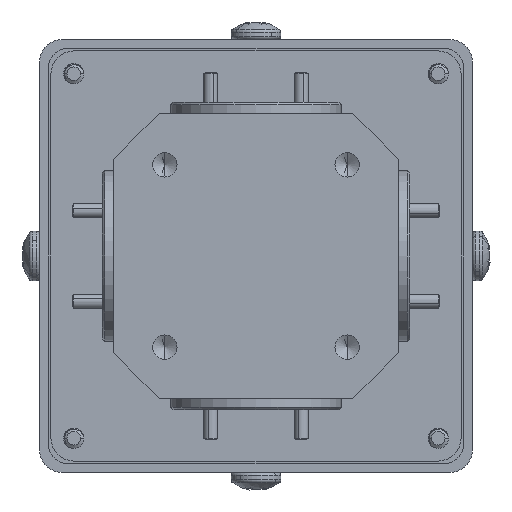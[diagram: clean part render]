
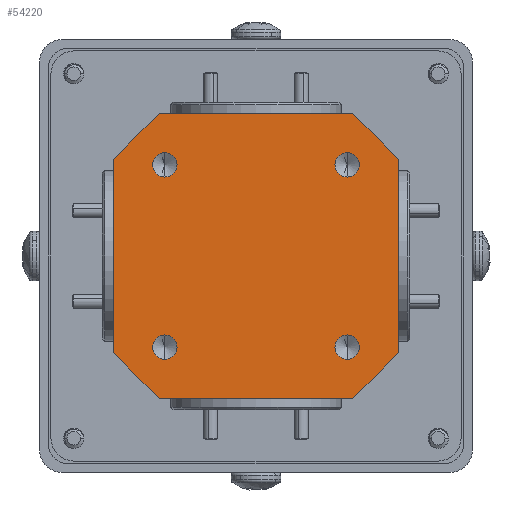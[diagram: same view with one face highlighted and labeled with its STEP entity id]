
A CAD part, front view. The second image highlights one B-rep face of the part: STEP entity #54220.
In plain terms, the highlighted planar face has unit normal (0, -1, 0).
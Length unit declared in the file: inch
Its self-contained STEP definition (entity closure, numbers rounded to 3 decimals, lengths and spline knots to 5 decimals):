
#1175 = DIRECTION ( 'NONE',  ( 0., 0., -1. ) ) ;
#1288 = CARTESIAN_POINT ( 'NONE',  ( -0.4, 0., -0.4 ) ) ;
#1683 = PLANE ( 'NONE',  #106742 ) ;
#3241 = LINE ( 'NONE', #58293, #46048 ) ;
#3470 = DIRECTION ( 'NONE',  ( 0., 0., -1. ) ) ;
#5638 = DIRECTION ( 'NONE',  ( 0., -1., 0. ) ) ;
#5895 = VECTOR ( 'NONE', #93973, 39.37008 ) ;
#7073 = CARTESIAN_POINT ( 'NONE',  ( -0.625, 0., 0.425 ) ) ;
#7079 = VERTEX_POINT ( 'NONE', #39903 ) ;
#7928 = LINE ( 'NONE', #105945, #5895 ) ;
#10673 = AXIS2_PLACEMENT_3D ( 'NONE', #179046, #95569, #53509 ) ;
#10916 = EDGE_CURVE ( 'NONE', #167306, #111392, #3241, .T. ) ;
#11936 = EDGE_LOOP ( 'NONE', ( #30685, #109488, #87743, #18869, #65192, #88994, #151000, #170897 ) ) ;
#13262 = CIRCLE ( 'NONE', #45465, 0.05325 ) ;
#13902 = LINE ( 'NONE', #164327, #156954 ) ;
#17622 = EDGE_LOOP ( 'NONE', ( #78777, #92517 ) ) ;
#17941 = DIRECTION ( 'NONE',  ( 0., 0., 1. ) ) ;
#18869 = ORIENTED_EDGE ( 'NONE', *, *, #42886, .T. ) ;
#23062 = EDGE_CURVE ( 'NONE', #137387, #98350, #39869, .T. ) ;
#24417 = EDGE_LOOP ( 'NONE', ( #129413, #81661 ) ) ;
#24810 = VERTEX_POINT ( 'NONE', #121761 ) ;
#24965 = CARTESIAN_POINT ( 'NONE',  ( 0.4, 0., 0.4 ) ) ;
#28848 = DIRECTION ( 'NONE',  ( 0., -1., 0. ) ) ;
#30618 = DIRECTION ( 'NONE',  ( 0., 0., -1. ) ) ;
#30685 = ORIENTED_EDGE ( 'NONE', *, *, #133370, .F. ) ;
#37545 = EDGE_CURVE ( 'NONE', #107597, #153278, #112317, .T. ) ;
#39869 = CIRCLE ( 'NONE', #10673, 0.05325 ) ;
#39903 = CARTESIAN_POINT ( 'NONE',  ( 0.4, 0., -0.34675 ) ) ;
#41533 = DIRECTION ( 'NONE',  ( 0.707, 0., 0.707 ) ) ;
#41617 = DIRECTION ( 'NONE',  ( 0., 0., -1. ) ) ;
#42519 = DIRECTION ( 'NONE',  ( 0., -1., 0. ) ) ;
#42886 = EDGE_CURVE ( 'NONE', #160995, #153278, #164703, .T. ) ;
#42889 = FACE_BOUND ( 'NONE', #17622, .T. ) ;
#45465 = AXIS2_PLACEMENT_3D ( 'NONE', #24965, #136768, #63617 ) ;
#46048 = VECTOR ( 'NONE', #72020, 39.37008 ) ;
#46555 = CARTESIAN_POINT ( 'NONE',  ( -0.425, 0., 0.625 ) ) ;
#47848 = EDGE_CURVE ( 'NONE', #7079, #125117, #113715, .T. ) ;
#53509 = DIRECTION ( 'NONE',  ( 0., 0., -1. ) ) ;
#54220 = ADVANCED_FACE ( 'NONE', ( #42889, #141798, #170266, #85938, #129906 ), #1683, .T. ) ;
#55703 = CARTESIAN_POINT ( 'NONE',  ( 0.4, 0., 0.34675 ) ) ;
#56695 = CARTESIAN_POINT ( 'NONE',  ( 0., 0., 0. ) ) ;
#58293 = CARTESIAN_POINT ( 'NONE',  ( -0.625, 0., -0.625 ) ) ;
#58406 = ORIENTED_EDGE ( 'NONE', *, *, #146023, .F. ) ;
#59647 = CIRCLE ( 'NONE', #68438, 0.05325 ) ;
#60996 = EDGE_CURVE ( 'NONE', #24810, #85123, #59647, .T. ) ;
#61871 = LINE ( 'NONE', #103897, #136271 ) ;
#63617 = DIRECTION ( 'NONE',  ( 0., 0., -1. ) ) ;
#65192 = ORIENTED_EDGE ( 'NONE', *, *, #37545, .F. ) ;
#67115 = CARTESIAN_POINT ( 'NONE',  ( 0.625, 0., -0.425 ) ) ;
#68438 = AXIS2_PLACEMENT_3D ( 'NONE', #144606, #129034, #130856 ) ;
#68943 = EDGE_CURVE ( 'NONE', #179108, #80330, #7928, .T. ) ;
#69409 = CARTESIAN_POINT ( 'NONE',  ( -0.525, 0., 0.525 ) ) ;
#72020 = DIRECTION ( 'NONE',  ( -1., 0., 0. ) ) ;
#72667 = EDGE_LOOP ( 'NONE', ( #159844, #161606 ) ) ;
#73397 = CIRCLE ( 'NONE', #123173, 0.05325 ) ;
#78777 = ORIENTED_EDGE ( 'NONE', *, *, #83205, .F. ) ;
#78898 = EDGE_CURVE ( 'NONE', #98350, #137387, #13262, .T. ) ;
#80064 = CARTESIAN_POINT ( 'NONE',  ( -0.625, 0., 0.625 ) ) ;
#80330 = VERTEX_POINT ( 'NONE', #155880 ) ;
#81661 = ORIENTED_EDGE ( 'NONE', *, *, #145977, .F. ) ;
#82058 = CIRCLE ( 'NONE', #149329, 0.05325 ) ;
#82768 = CIRCLE ( 'NONE', #88628, 0.05325 ) ;
#83205 = EDGE_CURVE ( 'NONE', #125117, #7079, #82768, .T. ) ;
#85123 = VERTEX_POINT ( 'NONE', #93777 ) ;
#85938 = FACE_BOUND ( 'NONE', #72667, .T. ) ;
#86605 = VECTOR ( 'NONE', #17941, 39.37008 ) ;
#87560 = CARTESIAN_POINT ( 'NONE',  ( -0.625, 0., 0.625 ) ) ;
#87743 = ORIENTED_EDGE ( 'NONE', *, *, #142628, .F. ) ;
#88465 = EDGE_LOOP ( 'NONE', ( #58406, #97252 ) ) ;
#88628 = AXIS2_PLACEMENT_3D ( 'NONE', #127595, #139508, #1175 ) ;
#88994 = ORIENTED_EDGE ( 'NONE', *, *, #99370, .T. ) ;
#89990 = VECTOR ( 'NONE', #164291, 39.37008 ) ;
#90198 = DIRECTION ( 'NONE',  ( 0.707, 0., -0.707 ) ) ;
#92517 = ORIENTED_EDGE ( 'NONE', *, *, #47848, .F. ) ;
#93777 = CARTESIAN_POINT ( 'NONE',  ( -0.4, 0., 0.34675 ) ) ;
#93973 = DIRECTION ( 'NONE',  ( -0.707, 0., 0.707 ) ) ;
#94058 = DIRECTION ( 'NONE',  ( -0.707, 0., -0.707 ) ) ;
#95569 = DIRECTION ( 'NONE',  ( 0., -1., 0. ) ) ;
#97252 = ORIENTED_EDGE ( 'NONE', *, *, #60996, .F. ) ;
#98350 = VERTEX_POINT ( 'NONE', #55703 ) ;
#99370 = EDGE_CURVE ( 'NONE', #107597, #111392, #61871, .T. ) ;
#100267 = CARTESIAN_POINT ( 'NONE',  ( -0.625, 0., -0.425 ) ) ;
#103897 = CARTESIAN_POINT ( 'NONE',  ( -0.525, 0., -0.525 ) ) ;
#105945 = CARTESIAN_POINT ( 'NONE',  ( 0.525, 0., 0.525 ) ) ;
#106742 = AXIS2_PLACEMENT_3D ( 'NONE', #56695, #112496, #3470 ) ;
#107597 = VERTEX_POINT ( 'NONE', #100267 ) ;
#109488 = ORIENTED_EDGE ( 'NONE', *, *, #68943, .T. ) ;
#110662 = EDGE_CURVE ( 'NONE', #150777, #161149, #82058, .T. ) ;
#111392 = VERTEX_POINT ( 'NONE', #169932 ) ;
#112317 = LINE ( 'NONE', #87560, #86605 ) ;
#112496 = DIRECTION ( 'NONE',  ( 0., -1., 0. ) ) ;
#113715 = CIRCLE ( 'NONE', #157606, 0.05325 ) ;
#114379 = AXIS2_PLACEMENT_3D ( 'NONE', #180946, #167185, #41617 ) ;
#119429 = LINE ( 'NONE', #80064, #89990 ) ;
#121562 = VECTOR ( 'NONE', #41533, 39.37008 ) ;
#121761 = CARTESIAN_POINT ( 'NONE',  ( -0.4, 0., 0.45325 ) ) ;
#123173 = AXIS2_PLACEMENT_3D ( 'NONE', #1288, #42519, #30618 ) ;
#124039 = LINE ( 'NONE', #138672, #121562 ) ;
#125117 = VERTEX_POINT ( 'NONE', #136609 ) ;
#127595 = CARTESIAN_POINT ( 'NONE',  ( 0.4, 0., -0.4 ) ) ;
#129034 = DIRECTION ( 'NONE',  ( 0., -1., 0. ) ) ;
#129413 = ORIENTED_EDGE ( 'NONE', *, *, #110662, .F. ) ;
#129906 = FACE_OUTER_BOUND ( 'NONE', #11936, .T. ) ;
#130186 = CARTESIAN_POINT ( 'NONE',  ( 0.425, 0., -0.625 ) ) ;
#130856 = DIRECTION ( 'NONE',  ( 0., 0., -1. ) ) ;
#131818 = EDGE_CURVE ( 'NONE', #167306, #166285, #124039, .T. ) ;
#132642 = CARTESIAN_POINT ( 'NONE',  ( 0.4, 0., 0.45325 ) ) ;
#133370 = EDGE_CURVE ( 'NONE', #179108, #166285, #13902, .T. ) ;
#136271 = VECTOR ( 'NONE', #90198, 39.37008 ) ;
#136609 = CARTESIAN_POINT ( 'NONE',  ( 0.4, 0., -0.45325 ) ) ;
#136768 = DIRECTION ( 'NONE',  ( 0., -1., 0. ) ) ;
#137387 = VERTEX_POINT ( 'NONE', #132642 ) ;
#138672 = CARTESIAN_POINT ( 'NONE',  ( 0.525, 0., -0.525 ) ) ;
#138975 = CARTESIAN_POINT ( 'NONE',  ( -0.4, 0., -0.45325 ) ) ;
#139508 = DIRECTION ( 'NONE',  ( 0., -1., 0. ) ) ;
#141798 = FACE_BOUND ( 'NONE', #24417, .T. ) ;
#142147 = DIRECTION ( 'NONE',  ( 0., 0., -1. ) ) ;
#142628 = EDGE_CURVE ( 'NONE', #160995, #80330, #119429, .T. ) ;
#143975 = CARTESIAN_POINT ( 'NONE',  ( -0.4, 0., -0.4 ) ) ;
#144606 = CARTESIAN_POINT ( 'NONE',  ( -0.4, 0., 0.4 ) ) ;
#145977 = EDGE_CURVE ( 'NONE', #161149, #150777, #73397, .T. ) ;
#146023 = EDGE_CURVE ( 'NONE', #85123, #24810, #149434, .T. ) ;
#149329 = AXIS2_PLACEMENT_3D ( 'NONE', #143975, #5638, #142147 ) ;
#149434 = CIRCLE ( 'NONE', #114379, 0.05325 ) ;
#150777 = VERTEX_POINT ( 'NONE', #138975 ) ;
#150961 = VECTOR ( 'NONE', #94058, 39.37008 ) ;
#151000 = ORIENTED_EDGE ( 'NONE', *, *, #10916, .F. ) ;
#151409 = DIRECTION ( 'NONE',  ( 0., 0., -1. ) ) ;
#153278 = VERTEX_POINT ( 'NONE', #7073 ) ;
#153438 = DIRECTION ( 'NONE',  ( 0., 0., -1. ) ) ;
#153850 = CARTESIAN_POINT ( 'NONE',  ( 0.625, 0., 0.425 ) ) ;
#154343 = CARTESIAN_POINT ( 'NONE',  ( 0.4, 0., -0.4 ) ) ;
#155880 = CARTESIAN_POINT ( 'NONE',  ( 0.425, 0., 0.625 ) ) ;
#156954 = VECTOR ( 'NONE', #151409, 39.37008 ) ;
#157606 = AXIS2_PLACEMENT_3D ( 'NONE', #154343, #28848, #153438 ) ;
#159844 = ORIENTED_EDGE ( 'NONE', *, *, #78898, .F. ) ;
#160995 = VERTEX_POINT ( 'NONE', #46555 ) ;
#161149 = VERTEX_POINT ( 'NONE', #169141 ) ;
#161606 = ORIENTED_EDGE ( 'NONE', *, *, #23062, .F. ) ;
#164291 = DIRECTION ( 'NONE',  ( 1., 0., 0. ) ) ;
#164327 = CARTESIAN_POINT ( 'NONE',  ( 0.625, 0., 0.625 ) ) ;
#164703 = LINE ( 'NONE', #69409, #150961 ) ;
#166285 = VERTEX_POINT ( 'NONE', #67115 ) ;
#167185 = DIRECTION ( 'NONE',  ( 0., -1., 0. ) ) ;
#167306 = VERTEX_POINT ( 'NONE', #130186 ) ;
#169141 = CARTESIAN_POINT ( 'NONE',  ( -0.4, 0., -0.34675 ) ) ;
#169932 = CARTESIAN_POINT ( 'NONE',  ( -0.425, 0., -0.625 ) ) ;
#170266 = FACE_BOUND ( 'NONE', #88465, .T. ) ;
#170897 = ORIENTED_EDGE ( 'NONE', *, *, #131818, .T. ) ;
#179046 = CARTESIAN_POINT ( 'NONE',  ( 0.4, 0., 0.4 ) ) ;
#179108 = VERTEX_POINT ( 'NONE', #153850 ) ;
#180946 = CARTESIAN_POINT ( 'NONE',  ( -0.4, 0., 0.4 ) ) ;
